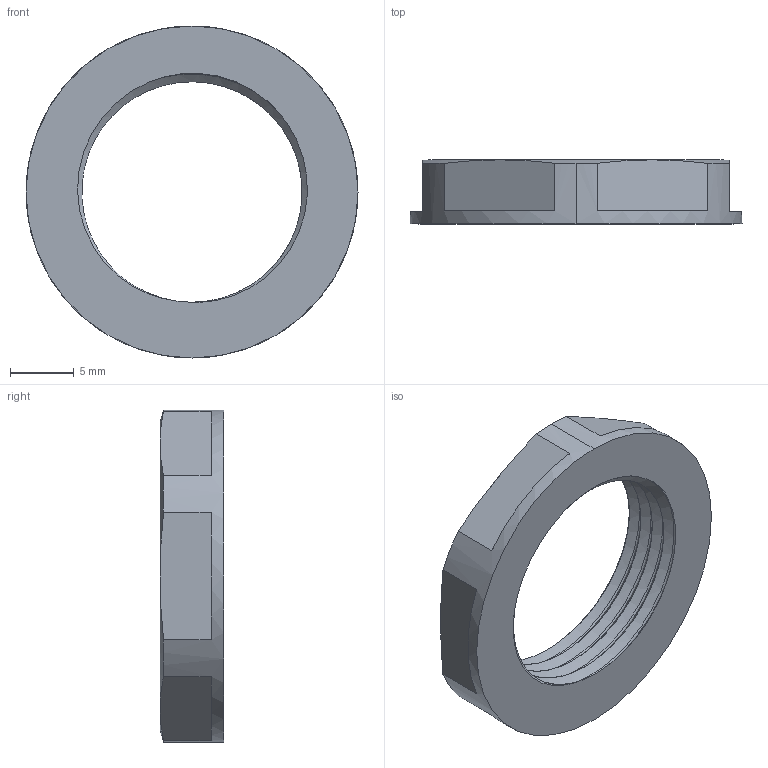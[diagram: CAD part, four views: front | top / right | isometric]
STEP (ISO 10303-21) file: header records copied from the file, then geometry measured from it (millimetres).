
FILE_DESCRIPTION (( 'STEP AP203' ), '1' );
FILE_NAME ('4811.STEP', '2024-10-07T14:39:29', ( '' ), ( '' ), 'SwSTEP 2.0', 'SolidWorks 2022', '' );
FILE_SCHEMA (( 'CONFIG_CONTROL_DESIGN' ));
Length unit declared in the file: millimetre
Products named in the file (1): 4811
Bounding box: 26 x 5 x 26 mm (x, y, z)
Volume: 1217.6 mm3; surface area: 1363.2 mm2
Topology: 1 solids, 1 shells, 34 faces, 90 edges, 59 vertices
Faces by surface type: plane 14, cylinder 10, cone 7, bspline 3
Entity records: 2442 total; most frequent: CARTESIAN_POINT 1600, ORIENTED_EDGE 178, DIRECTION 142, EDGE_CURVE 89, AXIS2_PLACEMENT_3D 57, VERTEX_POINT 57, EDGE_LOOP 36, ADVANCED_FACE 34
